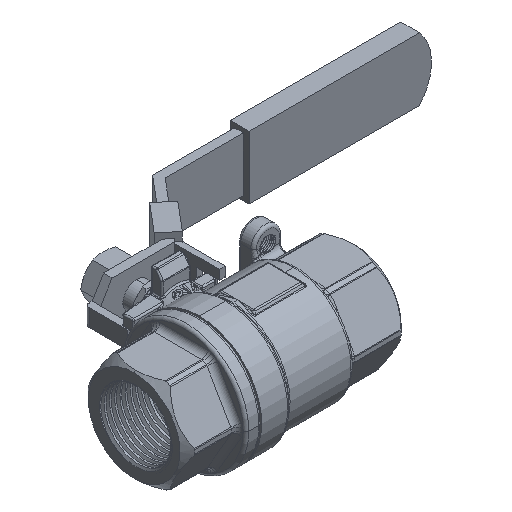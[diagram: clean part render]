
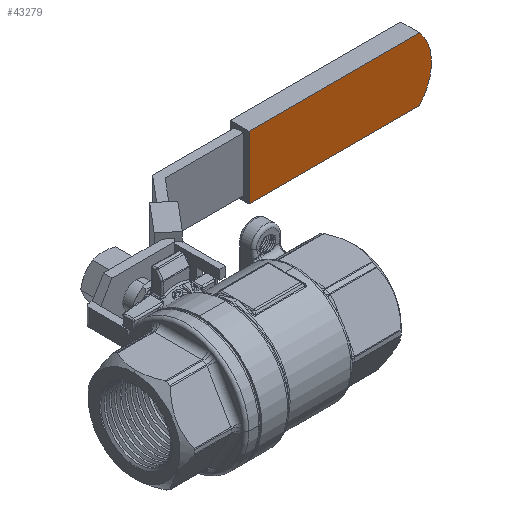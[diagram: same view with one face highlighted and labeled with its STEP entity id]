
A CAD part, isometric view. The second image highlights one B-rep face of the part: STEP entity #43279.
In plain terms, the highlighted planar face has unit normal (0, -1, 0).
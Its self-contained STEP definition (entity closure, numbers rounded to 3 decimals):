
#42446=DIRECTION('',(0.,0.,1.));
#42447=VECTOR('',#42446,22.);
#42448=CARTESIAN_POINT('',(58.311,31.,-11.));
#42449=LINE('',#42448,#42447);
#42450=DIRECTION('',(1.,0.,0.));
#42451=VECTOR('',#42450,59.487);
#42452=CARTESIAN_POINT('',(58.311,31.,11.));
#42453=LINE('',#42452,#42451);
#42454=CARTESIAN_POINT('',(105.5,31.,0.));
#42455=DIRECTION('',(0.,1.,0.));
#42456=DIRECTION('',(0.745,0.,0.667));
#42457=AXIS2_PLACEMENT_3D('',#42454,#42455,#42456);
#42459=DIRECTION('',(-1.,0.,0.));
#42460=VECTOR('',#42459,59.487);
#42461=CARTESIAN_POINT('',(117.798,31.,-11.));
#42462=LINE('',#42461,#42460);
#42764=CARTESIAN_POINT('',(58.311,31.,-11.));
#42765=CARTESIAN_POINT('',(58.311,31.,11.));
#42766=VERTEX_POINT('',#42764);
#42767=VERTEX_POINT('',#42765);
#42768=CARTESIAN_POINT('',(117.798,31.,11.));
#42769=VERTEX_POINT('',#42768);
#42770=CARTESIAN_POINT('',(117.798,31.,-11.));
#42771=VERTEX_POINT('',#42770);
#43265=CARTESIAN_POINT('',(0.,31.,-108.255));
#43266=DIRECTION('',(0.,1.,0.));
#43267=DIRECTION('',(1.,0.,0.));
#43268=AXIS2_PLACEMENT_3D('',#43265,#43266,#43267);
#43269=PLANE('',#43268);
#43270=ORIENTED_EDGE('',*,*,#43246,.T.);
#43272=ORIENTED_EDGE('',*,*,#43271,.T.);
#43274=ORIENTED_EDGE('',*,*,#43273,.T.);
#43276=ORIENTED_EDGE('',*,*,#43275,.T.);
#43277=EDGE_LOOP('',(#43270,#43272,#43274,#43276));
#43278=FACE_OUTER_BOUND('',#43277,.F.);
#42458=CIRCLE('',#42457,16.5);
#43246=EDGE_CURVE('',#42766,#42767,#42449,.T.);
#43271=EDGE_CURVE('',#42767,#42769,#42453,.T.);
#43273=EDGE_CURVE('',#42769,#42771,#42458,.T.);
#43275=EDGE_CURVE('',#42771,#42766,#42462,.T.);
#43279=ADVANCED_FACE('',(#43278),#43269,.F.);
